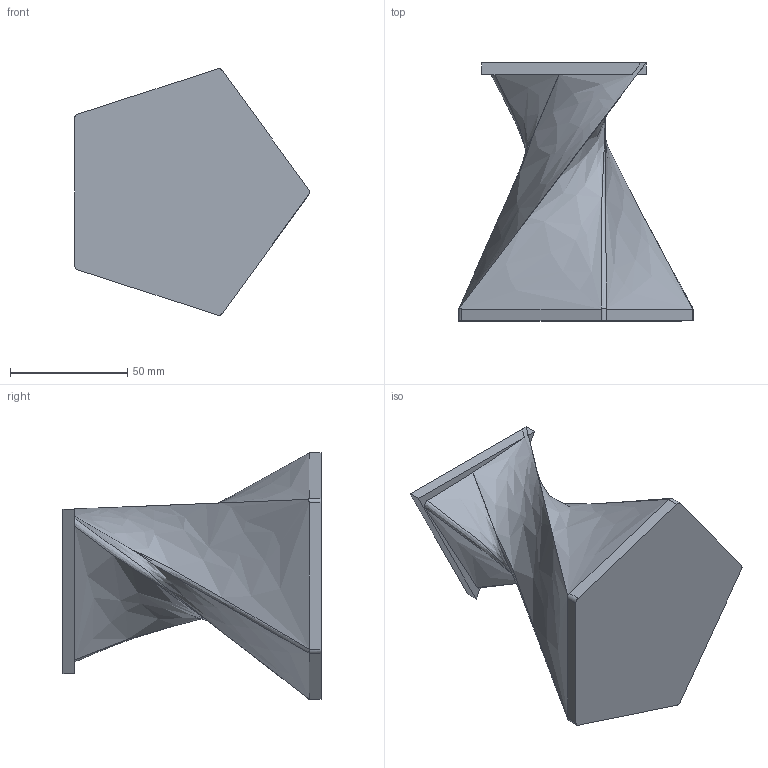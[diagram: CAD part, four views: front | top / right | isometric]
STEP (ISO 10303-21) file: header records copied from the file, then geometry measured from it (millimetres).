
FILE_DESCRIPTION (( 'STEP AP214' ), '1' );
FILE_NAME ('Ejemplo_solid.STEP', '2024-02-03T17:48:55', ( '' ), ( '' ), 'SwSTEP 2.0', 'SolidWorks 2022', '' );
FILE_SCHEMA (( 'AUTOMOTIVE_DESIGN' ));
Length unit declared in the file: millimetre
Products named in the file (1): Ejemplo_solid
Bounding box: 100.15 x 110 x 105.1 mm (x, y, z)
Volume: 61128.2 mm3; surface area: 61329.3 mm2
Topology: 1 solids, 1 shells, 48 faces, 135 edges, 86 vertices
Faces by surface type: plane 25, bspline 17, cylinder 6
Entity records: 4747 total; most frequent: CARTESIAN_POINT 3684, ORIENTED_EDGE 262, DIRECTION 133, EDGE_CURVE 131, VERTEX_POINT 86, B_SPLINE_CURVE_WITH_KNOTS 68, VECTOR 57, LINE 57
